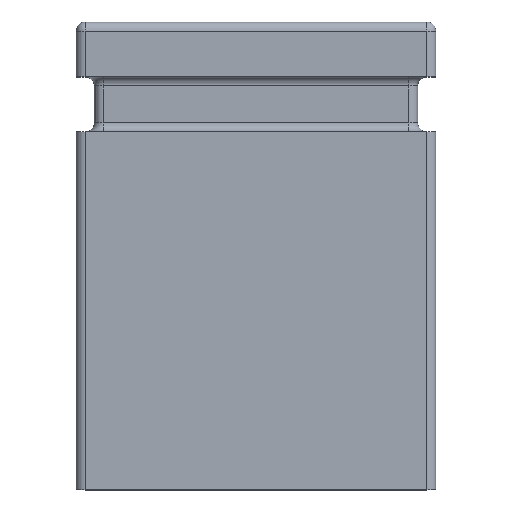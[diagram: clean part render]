
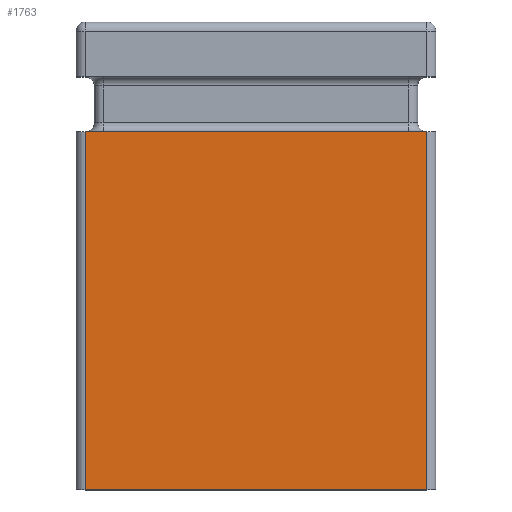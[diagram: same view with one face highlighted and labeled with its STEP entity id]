
A CAD part, top view. The second image highlights one B-rep face of the part: STEP entity #1763.
In plain terms, the highlighted planar face has unit normal (0, 0, 1).
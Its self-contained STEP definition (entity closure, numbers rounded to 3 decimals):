
#1277 = VERTEX_POINT('',#1278);
#1278 = CARTESIAN_POINT('',(-1.105,2.678,2.464));
#1285 = EDGE_CURVE('',#1277,#1286,#1288,.T.);
#1286 = VERTEX_POINT('',#1287);
#1287 = CARTESIAN_POINT('',(3.645,2.678,2.464));
#1288 = LINE('',#1289,#1290);
#1289 = CARTESIAN_POINT('',(1.27,2.678,2.464));
#1290 = VECTOR('',#1291,1.);
#1291 = DIRECTION('',(1.,0.,0.));
#1564 = VERTEX_POINT('',#1565);
#1565 = CARTESIAN_POINT('',(3.645,-2.3,2.464));
#1572 = EDGE_CURVE('',#1573,#1564,#1575,.T.);
#1573 = VERTEX_POINT('',#1574);
#1574 = CARTESIAN_POINT('',(-1.105,-2.3,2.464));
#1575 = LINE('',#1576,#1577);
#1576 = CARTESIAN_POINT('',(1.27,-2.3,2.464));
#1577 = VECTOR('',#1578,1.);
#1578 = DIRECTION('',(1.,0.,0.));
#1763 = ADVANCED_FACE('',(#1764),#1780,.T.);
#1764 = FACE_BOUND('',#1765,.T.);
#1765 = EDGE_LOOP('',(#1766,#1767,#1773,#1774));
#1766 = ORIENTED_EDGE('',*,*,#1285,.F.);
#1767 = ORIENTED_EDGE('',*,*,#1768,.T.);
#1768 = EDGE_CURVE('',#1277,#1573,#1769,.T.);
#1769 = LINE('',#1770,#1771);
#1770 = CARTESIAN_POINT('',(-1.105,-5.572,2.464));
#1771 = VECTOR('',#1772,1.);
#1772 = DIRECTION('',(-0.,-1.,-0.));
#1773 = ORIENTED_EDGE('',*,*,#1572,.T.);
#1774 = ORIENTED_EDGE('',*,*,#1775,.T.);
#1775 = EDGE_CURVE('',#1564,#1286,#1776,.T.);
#1776 = LINE('',#1777,#1778);
#1777 = CARTESIAN_POINT('',(3.645,2.678,2.464));
#1778 = VECTOR('',#1779,1.);
#1779 = DIRECTION('',(0.,1.,0.));
#1780 = PLANE('',#1781);
#1781 = AXIS2_PLACEMENT_3D('',#1782,#1783,#1784);
#1782 = CARTESIAN_POINT('',(1.27,-5.572,2.464));
#1783 = DIRECTION('',(0.,0.,1.));
#1784 = DIRECTION('',(1.,0.,0.));
